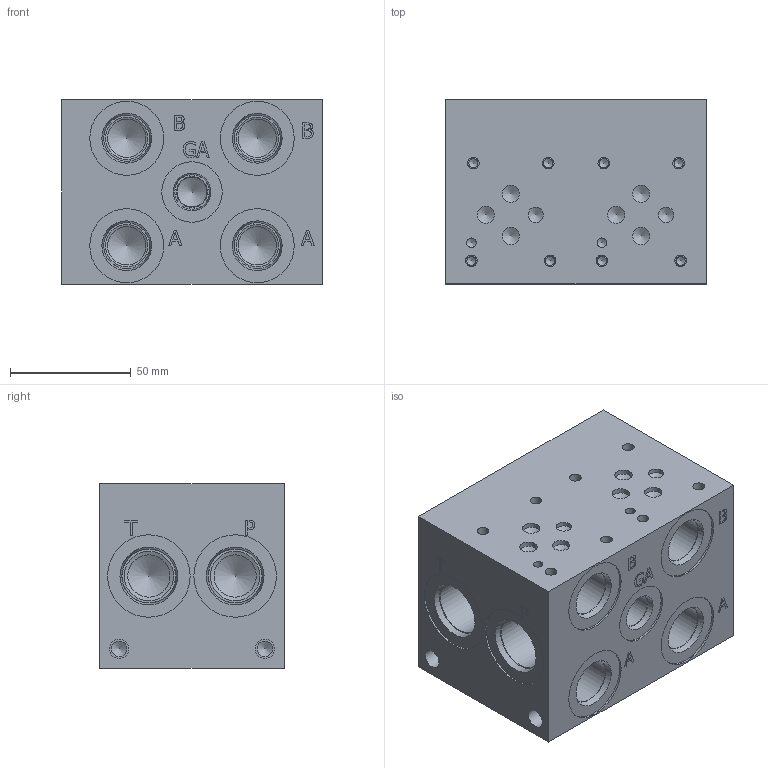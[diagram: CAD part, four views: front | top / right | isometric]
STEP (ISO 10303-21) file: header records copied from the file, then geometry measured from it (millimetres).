
FILE_DESCRIPTION(/* description */ (''),/* implementation_level */ '2;1');
FILE_NAME(/* name */ '_D03P022S.stp',/* time_stamp */ '2022-10-05T10:10:55-04:00',/* author */ ('bobbyh'),/* organization */ (''),/* preprocessor_version */ 'ST-DEVELOPER v18',/* originating_system */ 'Autodesk Inventor 2020',/* authorisation */ '');
FILE_SCHEMA (('AUTOMOTIVE_DESIGN { 1 0 10303 214 3 1 1 }'));
Length unit declared in the file: millimetre
Products named in the file (1): Part_AD03P022S_3D
Bounding box: 107.95 x 76.2 x 76.2 mm (x, y, z)
Volume: 549089.9 mm3; surface area: 62122.5 mm2
Topology: 1 solids, 1 shells, 651 faces, 1781 edges, 1206 vertices
Faces by surface type: plane 351, bspline 163, cylinder 79, cone 58
Full cylindrical faces by diameter (mm): 3.785 x8, 3.962 x2, 4.826 x8, 6.35 x2, 6.528 x4, 7.137 x6, 7.925 x4, 12.294 x1, 12.9 x1, 14.275 x1, 14.529 x1, 15.875 x4, 17.475 x4, 17.501 x4, 19.05 x4, 19.253 x4, 20.447 x4, 22.23 x4, 22.555 x4, 25.019 x1, 30.632 x4, 34.138 x4
Entity records: 21871 total; most frequent: CARTESIAN_POINT 5727, ORIENTED_EDGE 3500, DIRECTION 2701, EDGE_CURVE 1750, VERTEX_POINT 1206, LINE 1125, VECTOR 1125, AXIS2_PLACEMENT_3D 788
